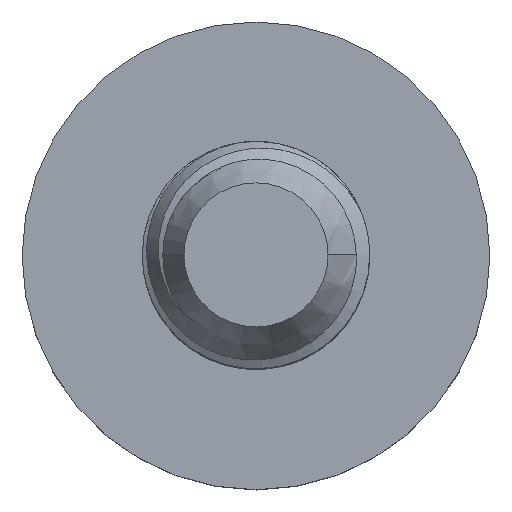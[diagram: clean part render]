
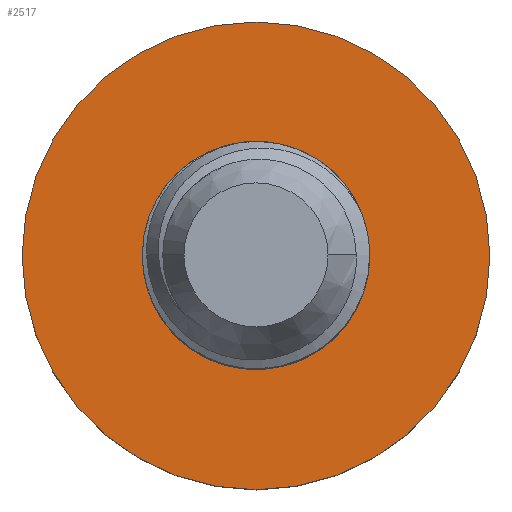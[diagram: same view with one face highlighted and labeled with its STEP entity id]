
A CAD part, top view. The second image highlights one B-rep face of the part: STEP entity #2517.
In plain terms, the highlighted planar face has unit normal (0, 0, 1).
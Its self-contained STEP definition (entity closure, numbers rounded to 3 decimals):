
#23 = CARTESIAN_POINT ( 'NONE',  ( -0.516, 1.019, 0. ) ) ;
#25 = AXIS2_PLACEMENT_3D ( 'NONE', #220, #1753, #3829 ) ;
#103 = ORIENTED_EDGE ( 'NONE', *, *, #3621, .F. ) ;
#154 = CARTESIAN_POINT ( 'NONE',  ( 0.85, -0.583, 0. ) ) ;
#181 = CARTESIAN_POINT ( 'NONE',  ( 0.298, -1.064, 0. ) ) ;
#220 = CARTESIAN_POINT ( 'NONE',  ( 0., 0., 0. ) ) ;
#261 = EDGE_CURVE ( 'NONE', #568, #3088, #3122, .T. ) ;
#263 = CARTESIAN_POINT ( 'NONE',  ( 0.294, 0.997, 0. ) ) ;
#273 = CARTESIAN_POINT ( 'NONE',  ( -1.215, 0., 0. ) ) ;
#357 = ORIENTED_EDGE ( 'NONE', *, *, #2386, .F. ) ;
#528 = DIRECTION ( 'NONE',  ( -1., 0., 0. ) ) ;
#544 = CARTESIAN_POINT ( 'NONE',  ( 0., 0., 0. ) ) ;
#568 = VERTEX_POINT ( 'NONE', #1610 ) ;
#604 = PLANE ( 'NONE',  #2896 ) ;
#621 = ORIENTED_EDGE ( 'NONE', *, *, #1152, .F. ) ;
#648 = CARTESIAN_POINT ( 'NONE',  ( -0.192, 1.078, 0. ) ) ;
#670 = DIRECTION ( 'NONE',  ( 0., 0., 1. ) ) ;
#678 = VERTEX_POINT ( 'NONE', #3189 ) ;
#742 = CARTESIAN_POINT ( 'NONE',  ( 0.996, 0., 0. ) ) ;
#757 = EDGE_LOOP ( 'NONE', ( #103, #2159 ) ) ;
#788 = CARTESIAN_POINT ( 'NONE',  ( 0.902, -0.425, 0. ) ) ;
#820 = DIRECTION ( 'NONE',  ( -1., 0., 0. ) ) ;
#835 = CARTESIAN_POINT ( 'NONE',  ( 2.5, 0., 0. ) ) ;
#862 = DIRECTION ( 'NONE',  ( 1., 0., 0. ) ) ;
#873 = CARTESIAN_POINT ( 'NONE',  ( 0.056, 1.065, 0. ) ) ;
#908 = ORIENTED_EDGE ( 'NONE', *, *, #1305, .F. ) ;
#912 = CARTESIAN_POINT ( 'NONE',  ( 0.569, 0.818, 0. ) ) ;
#936 = CARTESIAN_POINT ( 'NONE',  ( 0.507, 0.874, 0. ) ) ;
#1093 = CARTESIAN_POINT ( 'NONE',  ( 0.513, -0.946, 0. ) ) ;
#1109 = B_SPLINE_CURVE_WITH_KNOTS ( 'NONE', 3,
 ( #1212, #936, #3613, #263, #2390, #873, #2981, #648, #3092, #23, #3079, #3661, #1562, #3630 ),
 .UNSPECIFIED., .F., .F.,
 ( 4, 2, 2, 2, 2, 2, 4 ),
 ( 0., 0., 0., 0.001, 0.001, 0.001, 0.002 ),
 .UNSPECIFIED. ) ;
#1122 = CARTESIAN_POINT ( 'NONE',  ( -0.103, -1.147, 0. ) ) ;
#1138 = B_SPLINE_CURVE_WITH_KNOTS ( 'NONE', 3,
 ( #2212, #2601, #3761, #2026, #1122, #3208, #2011, #181, #3448, #1093, #1995, #2328, #154, #788 ),
 .UNSPECIFIED., .F., .F.,
 ( 4, 2, 2, 2, 2, 2, 4 ),
 ( 0., 0.001, 0.001, 0.001, 0.001, 0.002, 0.002 ),
 .UNSPECIFIED. ) ;
#1147 = DIRECTION ( 'NONE',  ( 0., 0., 1. ) ) ;
#1152 = EDGE_CURVE ( 'NONE', #2959, #568, #1138, .T. ) ;
#1173 = FACE_OUTER_BOUND ( 'NONE', #757, .T. ) ;
#1212 = CARTESIAN_POINT ( 'NONE',  ( 0.569, 0.818, 0. ) ) ;
#1236 = DIRECTION ( 'NONE',  ( 0., 0., -1. ) ) ;
#1305 = EDGE_CURVE ( 'NONE', #3088, #1542, #1559, .T. ) ;
#1323 = DIRECTION ( 'NONE',  ( 1., 0., 0. ) ) ;
#1366 = CIRCLE ( 'NONE', #25, 1.215 ) ;
#1379 = DIRECTION ( 'NONE',  ( 0., 0., 1. ) ) ;
#1388 = VERTEX_POINT ( 'NONE', #273 ) ;
#1405 = ORIENTED_EDGE ( 'NONE', *, *, #261, .F. ) ;
#1407 = EDGE_LOOP ( 'NONE', ( #357, #2543, #908, #1405, #621, #3857 ) ) ;
#1542 = VERTEX_POINT ( 'NONE', #912 ) ;
#1559 = CIRCLE ( 'NONE', #3884, 0.996 ) ;
#1562 = CARTESIAN_POINT ( 'NONE',  ( -1.038, 0.619, 0. ) ) ;
#1598 = CARTESIAN_POINT ( 'NONE',  ( 0., 0., 0. ) ) ;
#1610 = CARTESIAN_POINT ( 'NONE',  ( 0.902, -0.425, 0. ) ) ;
#1630 = EDGE_CURVE ( 'NONE', #1388, #2959, #2077, .T. ) ;
#1753 = DIRECTION ( 'NONE',  ( 0., 0., 1. ) ) ;
#1926 = VERTEX_POINT ( 'NONE', #3791 ) ;
#1995 = CARTESIAN_POINT ( 'NONE',  ( 0.58, -0.895, 0. ) ) ;
#2004 = CARTESIAN_POINT ( 'NONE',  ( 0., 0., 0. ) ) ;
#2011 = CARTESIAN_POINT ( 'NONE',  ( 0.14, -1.115, 0. ) ) ;
#2018 = DIRECTION ( 'NONE',  ( 0., 0., -1. ) ) ;
#2026 = CARTESIAN_POINT ( 'NONE',  ( -0.187, -1.145, 0. ) ) ;
#2077 = CIRCLE ( 'NONE', #3151, 1.215 ) ;
#2159 = ORIENTED_EDGE ( 'NONE', *, *, #3220, .F. ) ;
#2212 = CARTESIAN_POINT ( 'NONE',  ( -0.73, -0.971, 0. ) ) ;
#2239 = AXIS2_PLACEMENT_3D ( 'NONE', #2653, #2018, #820 ) ;
#2277 = DIRECTION ( 'NONE',  ( 1., 0., 0. ) ) ;
#2316 = FACE_BOUND ( 'NONE', #1407, .T. ) ;
#2328 = CARTESIAN_POINT ( 'NONE',  ( 0.758, -0.724, 0. ) ) ;
#2386 = EDGE_CURVE ( 'NONE', #678, #1388, #1366, .T. ) ;
#2390 = CARTESIAN_POINT ( 'NONE',  ( 0.215, 1.025, 0. ) ) ;
#2517 = ADVANCED_FACE ( 'NONE', ( #2316, #1173 ), #604, .F. ) ;
#2543 = ORIENTED_EDGE ( 'NONE', *, *, #2560, .F. ) ;
#2560 = EDGE_CURVE ( 'NONE', #1542, #678, #1109, .T. ) ;
#2601 = CARTESIAN_POINT ( 'NONE',  ( -0.589, -1.055, 0. ) ) ;
#2653 = CARTESIAN_POINT ( 'NONE',  ( 0., 0., 0. ) ) ;
#2716 = CARTESIAN_POINT ( 'NONE',  ( -0.73, -0.971, 0. ) ) ;
#2740 = DIRECTION ( 'NONE',  ( -1., 0., 0. ) ) ;
#2750 = CARTESIAN_POINT ( 'NONE',  ( 0., 0., 0. ) ) ;
#2873 = AXIS2_PLACEMENT_3D ( 'NONE', #2004, #1379, #2277 ) ;
#2896 = AXIS2_PLACEMENT_3D ( 'NONE', #2750, #1236, #2740 ) ;
#2941 = AXIS2_PLACEMENT_3D ( 'NONE', #544, #3848, #528 ) ;
#2955 = CARTESIAN_POINT ( 'NONE',  ( 0., 0., 0. ) ) ;
#2959 = VERTEX_POINT ( 'NONE', #2716 ) ;
#2977 = CIRCLE ( 'NONE', #2239, 2.5 ) ;
#2981 = CARTESIAN_POINT ( 'NONE',  ( -0.027, 1.076, 0. ) ) ;
#3079 = CARTESIAN_POINT ( 'NONE',  ( -0.669, 0.948, 0. ) ) ;
#3088 = VERTEX_POINT ( 'NONE', #742 ) ;
#3092 = CARTESIAN_POINT ( 'NONE',  ( -0.273, 1.071, 0. ) ) ;
#3122 = CIRCLE ( 'NONE', #2873, 0.996 ) ;
#3151 = AXIS2_PLACEMENT_3D ( 'NONE', #1598, #670, #1323 ) ;
#3189 = CARTESIAN_POINT ( 'NONE',  ( -1.118, 0.476, 0. ) ) ;
#3208 = CARTESIAN_POINT ( 'NONE',  ( 0.06, -1.132, 0. ) ) ;
#3220 = EDGE_CURVE ( 'NONE', #3284, #1926, #3748, .T. ) ;
#3284 = VERTEX_POINT ( 'NONE', #835 ) ;
#3448 = CARTESIAN_POINT ( 'NONE',  ( 0.373, -1.03, 0. ) ) ;
#3613 = CARTESIAN_POINT ( 'NONE',  ( 0.439, 0.921, 0. ) ) ;
#3621 = EDGE_CURVE ( 'NONE', #1926, #3284, #2977, .T. ) ;
#3630 = CARTESIAN_POINT ( 'NONE',  ( -1.118, 0.476, 0. ) ) ;
#3661 = CARTESIAN_POINT ( 'NONE',  ( -0.929, 0.748, 0. ) ) ;
#3748 = CIRCLE ( 'NONE', #2941, 2.5 ) ;
#3761 = CARTESIAN_POINT ( 'NONE',  ( -0.431, -1.112, 0. ) ) ;
#3791 = CARTESIAN_POINT ( 'NONE',  ( -2.5, 0., 0. ) ) ;
#3829 = DIRECTION ( 'NONE',  ( 1., 0., 0. ) ) ;
#3848 = DIRECTION ( 'NONE',  ( 0., 0., -1. ) ) ;
#3857 = ORIENTED_EDGE ( 'NONE', *, *, #1630, .F. ) ;
#3884 = AXIS2_PLACEMENT_3D ( 'NONE', #2955, #1147, #862 ) ;
